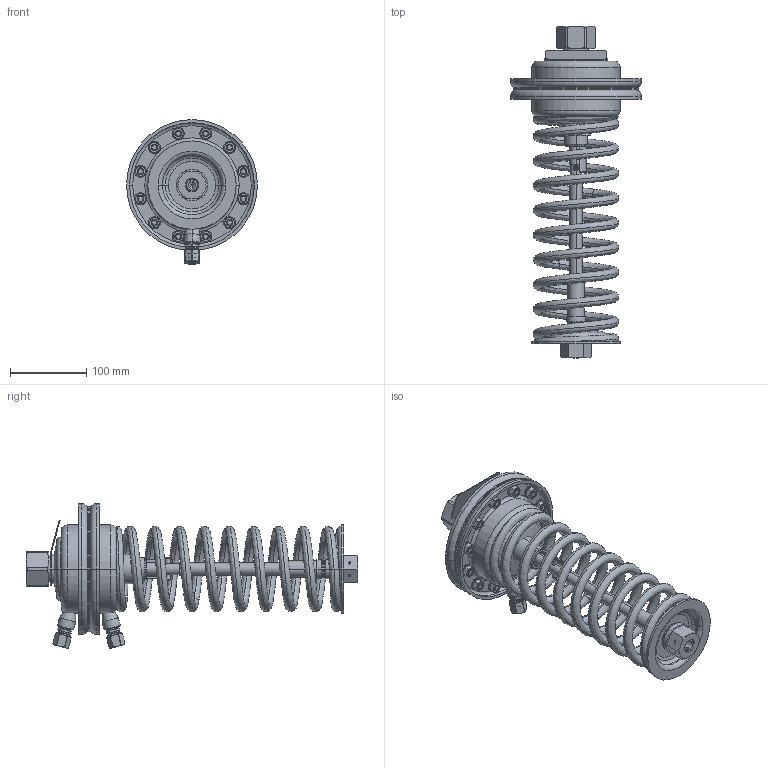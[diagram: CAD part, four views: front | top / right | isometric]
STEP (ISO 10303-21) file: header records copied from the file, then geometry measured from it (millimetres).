
FILE_DESCRIPTION((''),'2;1');
FILE_NAME('003G1014_ASM','2012-03-27T',('U258099'),('Danfoss'),'PRO/ENGINEER BY PARAMETRIC TECHNOLOGY CORPORATION, 2010370','PRO/ENGINEER BY PARAMETRIC TECHNOLOGY CORPORATION, 2010370','');
FILE_SCHEMA(('CONFIG_CONTROL_DESIGN'));
Products named in the file (27): 8881043; 8863040; 8881045; 8881026_ASM; 8539087; 8881031; 8881030; 8863003; 8863003_ASM; 8863013; 8863006; 8863021; 8863023; 5521168; 8863011; 5181799; 5184030; 5201742; 5191731; TESNILO_18X14; 88810400; 8863078; PRIKLJUCEK_MATICA; PRIKLJUCEK_VST; PRIKLJUCEK_3_ASM; 5221571; 003G1014_ASM
Assembly tree (64 placements, depth 3):
  003G1014_ASM
    8881026_ASM
      8881043
      8863040
      8881045
    8539087
    8881031  x2
    8881030
    8863003_ASM
      8881043
      8863003
      8881045
    8863013
    8863006
    8863021
    8863023
    5521168
    8863011
    5181799
    5184030  x12
    5201742  x12
    5191731  x12
    TESNILO_18X14  x2
    88810400
    PRIKLJUCEK_3_ASM  x2
      8863078
      PRIKLJUCEK_MATICA
      PRIKLJUCEK_VST
    5221571
Bounding box: 172 x 436.2 x 190.24 mm (x, y, z)
Volume: 971159 mm3; surface area: 528636.3 mm2
Topology: 64 solids, 92 shells, 1620 faces, 3701 edges, 2248 vertices
Faces by surface type: cylinder 574, cone 438, plane 426, torus 126, sphere 44, bspline 12
Entity records: 106602 total; most frequent: CARTESIAN_POINT 88602, DIRECTION 4032, ORIENTED_EDGE 3290, AXIS2_PLACEMENT_3D 1738, EDGE_CURVE 1671, VERTEX_POINT 1060, EDGE_LOOP 919, CIRCLE 901
